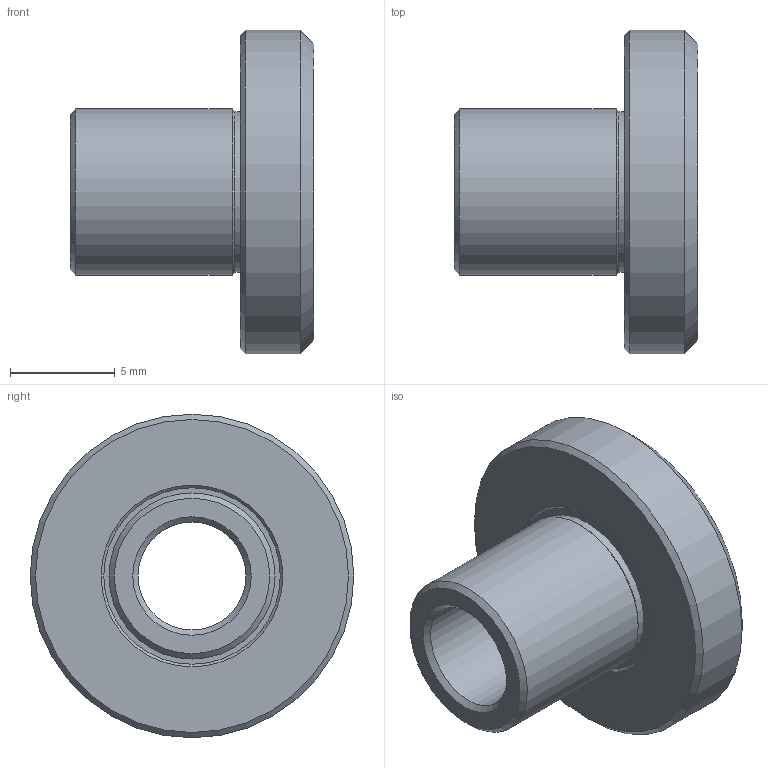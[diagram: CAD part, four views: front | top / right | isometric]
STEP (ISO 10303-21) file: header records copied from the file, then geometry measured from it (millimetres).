
FILE_DESCRIPTION(/* description */ (''),/* implementation_level */ '2;1');
FILE_NAME(/* name */ 'SSA.3125-Cap.step',/* time_stamp */ '2025-12-08T16:27:19-06:00',/* author */ (''),/* organization */ (''),/* preprocessor_version */ 'ST-DEVELOPER v20.1',/* originating_system */ 'Autodesk Translation Framework v14.21.0.0',/* authorisation */ '');
FILE_SCHEMA (('AUTOMOTIVE_DESIGN { 1 0 10303 214 3 1 1 }'));
Length unit declared in the file: inch
Products named in the file (1): SSA.3125-Cap
Bounding box: 11.66 x 15.47 x 15.47 mm (x, y, z)
Volume: 729.5 mm3; surface area: 858 mm2
Topology: 1 solids, 1 shells, 15 faces, 26 edges, 15 vertices
Faces by surface type: cone 7, plane 4, cylinder 4
Full cylindrical faces by diameter (mm): 5.156 x1, 7.683 x1, 7.938 x1, 15.469 x1
Entity records: 405 total; most frequent: DIRECTION 73, CARTESIAN_POINT 57, ORIENTED_EDGE 52, AXIS2_PLACEMENT_3D 31, EDGE_CURVE 26, EDGE_LOOP 19, FACE_OUTER_BOUND 15, CIRCLE 15
